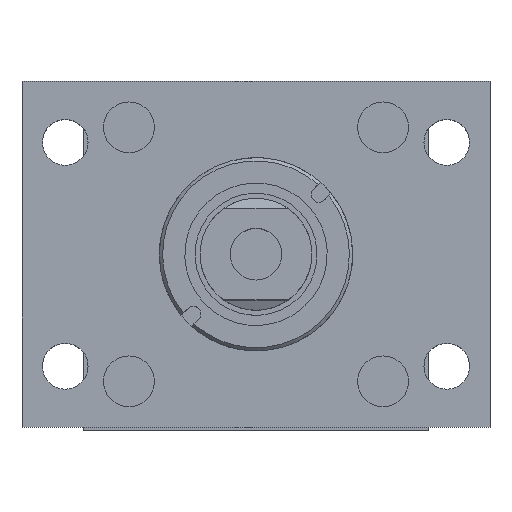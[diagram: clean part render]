
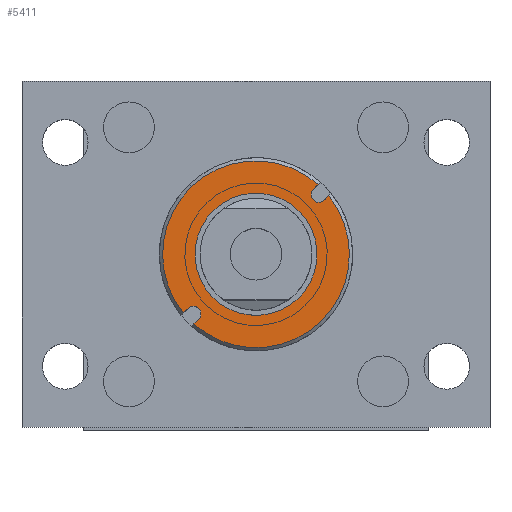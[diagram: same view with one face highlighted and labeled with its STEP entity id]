
A CAD part, top view. The second image highlights one B-rep face of the part: STEP entity #5411.
In plain terms, the highlighted planar face has unit normal (0, 0, 1).
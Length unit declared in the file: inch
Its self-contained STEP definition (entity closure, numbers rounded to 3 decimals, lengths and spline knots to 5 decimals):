
#83 = EDGE_CURVE ( 'NONE', #1789, #6231, #6230, .T. ) ;
#150 = DIRECTION ( 'NONE',  ( -1., 0., 0. ) ) ;
#175 = ORIENTED_EDGE ( 'NONE', *, *, #7341, .F. ) ;
#230 = DIRECTION ( 'NONE',  ( 0.725, 0.689, 0. ) ) ;
#238 = DIRECTION ( 'NONE',  ( 0., 0., 1. ) ) ;
#283 = CARTESIAN_POINT ( 'NONE',  ( -2.11024, -1.21985, 2.17646 ) ) ;
#334 = CARTESIAN_POINT ( 'NONE',  ( -1.86305, 0.17985, 2.17646 ) ) ;
#601 = ORIENTED_EDGE ( 'NONE', *, *, #628, .F. ) ;
#620 = VERTEX_POINT ( 'NONE', #5380 ) ;
#628 = EDGE_CURVE ( 'NONE', #8607, #10778, #5151, .T. ) ;
#854 = DIRECTION ( 'NONE',  ( -0.689, 0.725, 0. ) ) ;
#1111 = AXIS2_PLACEMENT_3D ( 'NONE', #10375, #7736, #150 ) ;
#1122 = CARTESIAN_POINT ( 'NONE',  ( -2.13697, 0.46791, 2.17646 ) ) ;
#1125 = EDGE_CURVE ( 'NONE', #3637, #1789, #1470, .T. ) ;
#1179 = DIRECTION ( 'NONE',  ( 0., 0., 1. ) ) ;
#1258 = VERTEX_POINT ( 'NONE', #3680 ) ;
#1369 = CIRCLE ( 'NONE', #10193, 1.1475 ) ;
#1379 = ORIENTED_EDGE ( 'NONE', *, *, #10552, .T. ) ;
#1470 = CIRCLE ( 'NONE', #7164, 1.1475 ) ;
#1789 = VERTEX_POINT ( 'NONE', #1122 ) ;
#1809 = CARTESIAN_POINT ( 'NONE',  ( -0.57663, 0.36815, 2.17646 ) ) ;
#1852 = VECTOR ( 'NONE', #4479, 39.37008 ) ;
#2141 = EDGE_CURVE ( 'NONE', #9178, #10618, #1369, .T. ) ;
#2215 = DIRECTION ( 'NONE',  ( 0., 0., 1. ) ) ;
#2445 = FACE_BOUND ( 'NONE', #4109, .T. ) ;
#2705 = CARTESIAN_POINT ( 'NONE',  ( -0.57944, 0.49519, 2.17646 ) ) ;
#2735 = PLANE ( 'NONE',  #1111 ) ;
#3296 = LINE ( 'NONE', #6595, #3947 ) ;
#3349 = ORIENTED_EDGE ( 'NONE', *, *, #83, .T. ) ;
#3586 = CARTESIAN_POINT ( 'NONE',  ( -1.34624, -0.36366, 2.17646 ) ) ;
#3637 = VERTEX_POINT ( 'NONE', #5075 ) ;
#3670 = AXIS2_PLACEMENT_3D ( 'NONE', #7663, #5029, #854 ) ;
#3680 = CARTESIAN_POINT ( 'NONE',  ( -2.18062, -1.02735, 2.17646 ) ) ;
#3902 = EDGE_LOOP ( 'NONE', ( #6671, #3349, #4040, #4233, #175, #5183, #4691, #1379, #10069 ) ) ;
#3947 = VECTOR ( 'NONE', #8277, 39.37008 ) ;
#3965 = LINE ( 'NONE', #2705, #10433 ) ;
#3976 = LINE ( 'NONE', #7980, #5963 ) ;
#4040 = ORIENTED_EDGE ( 'NONE', *, *, #6825, .T. ) ;
#4105 = LINE ( 'NONE', #7020, #1852 ) ;
#4109 = EDGE_LOOP ( 'NONE', ( #601, #5048 ) ) ;
#4169 = CIRCLE ( 'NONE', #3670, 0.094 ) ;
#4233 = ORIENTED_EDGE ( 'NONE', *, *, #8826, .T. ) ;
#4348 = CARTESIAN_POINT ( 'NONE',  ( -0.45269, 0.35629, 2.17646 ) ) ;
#4476 = DIRECTION ( 'NONE',  ( 0.689, -0.725, 0. ) ) ;
#4479 = DIRECTION ( 'NONE',  ( -0.725, -0.689, 0. ) ) ;
#4691 = ORIENTED_EDGE ( 'NONE', *, *, #10003, .T. ) ;
#4728 = DIRECTION ( 'NONE',  ( 0.689, -0.725, 0. ) ) ;
#4888 = CIRCLE ( 'NONE', #9253, 0.094 ) ;
#5029 = DIRECTION ( 'NONE',  ( 0., 0., -1. ) ) ;
#5048 = ORIENTED_EDGE ( 'NONE', *, *, #9138, .F. ) ;
#5075 = CARTESIAN_POINT ( 'NONE',  ( -0.58224, 0.49253, 2.17646 ) ) ;
#5151 = CIRCLE ( 'NONE', #8321, 0.75 ) ;
#5183 = ORIENTED_EDGE ( 'NONE', *, *, #2141, .T. ) ;
#5286 = DIRECTION ( 'NONE',  ( 0., 0., 1. ) ) ;
#5380 = CARTESIAN_POINT ( 'NONE',  ( -2.05107, -1.16359, 2.17646 ) ) ;
#5386 = DIRECTION ( 'NONE',  ( -0.725, -0.689, 0. ) ) ;
#5411 = ADVANCED_FACE ( 'NONE', ( #10908, #2445 ), #2735, .F. ) ;
#5581 = DIRECTION ( 'NONE',  ( 0., 0., 1. ) ) ;
#5963 = VECTOR ( 'NONE', #5386, 39.37008 ) ;
#6002 = DIRECTION ( 'NONE',  ( 0., 0., -1. ) ) ;
#6230 = CIRCLE ( 'NONE', #7558, 1.1475 ) ;
#6231 = VERTEX_POINT ( 'NONE', #9109 ) ;
#6595 = CARTESIAN_POINT ( 'NONE',  ( -0.4499, 0.35895, 2.17646 ) ) ;
#6671 = ORIENTED_EDGE ( 'NONE', *, *, #1125, .T. ) ;
#6825 = EDGE_CURVE ( 'NONE', #6231, #1258, #3965, .T. ) ;
#6958 = CARTESIAN_POINT ( 'NONE',  ( -0.82942, -0.90717, 2.17646 ) ) ;
#7020 = CARTESIAN_POINT ( 'NONE',  ( -0.4499, 0.35895, 2.17646 ) ) ;
#7164 = AXIS2_PLACEMENT_3D ( 'NONE', #7703, #5286, #8541 ) ;
#7341 = EDGE_CURVE ( 'NONE', #9178, #620, #3296, .T. ) ;
#7558 = AXIS2_PLACEMENT_3D ( 'NONE', #7986, #5581, #8822 ) ;
#7663 = CARTESIAN_POINT ( 'NONE',  ( -2.11585, -1.09547, 2.17646 ) ) ;
#7696 = VERTEX_POINT ( 'NONE', #10975 ) ;
#7703 = CARTESIAN_POINT ( 'NONE',  ( -1.34624, -0.36366, 2.17646 ) ) ;
#7736 = DIRECTION ( 'NONE',  ( 0., 0., -1. ) ) ;
#7740 = DIRECTION ( 'NONE',  ( -0.689, 0.725, 0. ) ) ;
#7980 = CARTESIAN_POINT ( 'NONE',  ( -0.57944, 0.49519, 2.17646 ) ) ;
#7986 = CARTESIAN_POINT ( 'NONE',  ( -1.34624, -0.36366, 2.17646 ) ) ;
#7989 = CARTESIAN_POINT ( 'NONE',  ( -0.6414, 0.43627, 2.17646 ) ) ;
#8277 = DIRECTION ( 'NONE',  ( 0.725, 0.689, 0. ) ) ;
#8321 = AXIS2_PLACEMENT_3D ( 'NONE', #3586, #238, #4476 ) ;
#8403 = CIRCLE ( 'NONE', #10255, 0.75 ) ;
#8541 = DIRECTION ( 'NONE',  ( 0.689, -0.725, 0. ) ) ;
#8607 = VERTEX_POINT ( 'NONE', #6958 ) ;
#8630 = DIRECTION ( 'NONE',  ( 0.689, -0.725, 0. ) ) ;
#8658 = VERTEX_POINT ( 'NONE', #7989 ) ;
#8822 = DIRECTION ( 'NONE',  ( 0.689, -0.725, 0. ) ) ;
#8826 = EDGE_CURVE ( 'NONE', #1258, #620, #4169, .T. ) ;
#9019 = CARTESIAN_POINT ( 'NONE',  ( -1.34624, -0.36366, 2.17646 ) ) ;
#9109 = CARTESIAN_POINT ( 'NONE',  ( -2.23979, -1.08361, 2.17646 ) ) ;
#9138 = EDGE_CURVE ( 'NONE', #10778, #8607, #8403, .T. ) ;
#9178 = VERTEX_POINT ( 'NONE', #283 ) ;
#9253 = AXIS2_PLACEMENT_3D ( 'NONE', #1809, #6002, #7740 ) ;
#9528 = CARTESIAN_POINT ( 'NONE',  ( -1.34624, -0.36366, 2.17646 ) ) ;
#10003 = EDGE_CURVE ( 'NONE', #10618, #7696, #4105, .T. ) ;
#10069 = ORIENTED_EDGE ( 'NONE', *, *, #10187, .F. ) ;
#10187 = EDGE_CURVE ( 'NONE', #3637, #8658, #3976, .T. ) ;
#10193 = AXIS2_PLACEMENT_3D ( 'NONE', #9019, #2215, #4728 ) ;
#10255 = AXIS2_PLACEMENT_3D ( 'NONE', #9528, #1179, #8630 ) ;
#10375 = CARTESIAN_POINT ( 'NONE',  ( -0.51467, 0.42707, 2.17646 ) ) ;
#10433 = VECTOR ( 'NONE', #230, 39.37008 ) ;
#10552 = EDGE_CURVE ( 'NONE', #7696, #8658, #4888, .T. ) ;
#10618 = VERTEX_POINT ( 'NONE', #4348 ) ;
#10778 = VERTEX_POINT ( 'NONE', #334 ) ;
#10908 = FACE_OUTER_BOUND ( 'NONE', #3902, .T. ) ;
#10975 = CARTESIAN_POINT ( 'NONE',  ( -0.51186, 0.30003, 2.17646 ) ) ;
